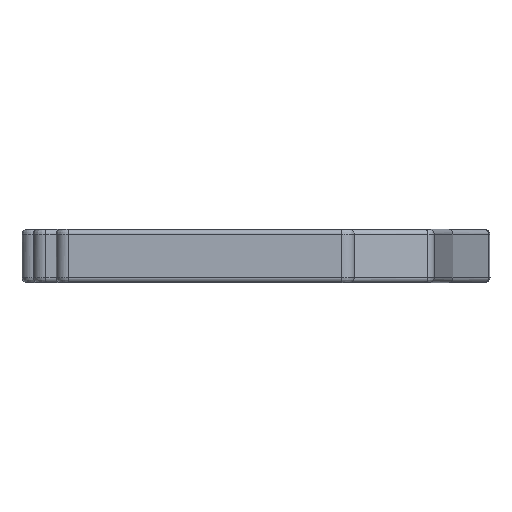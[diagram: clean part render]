
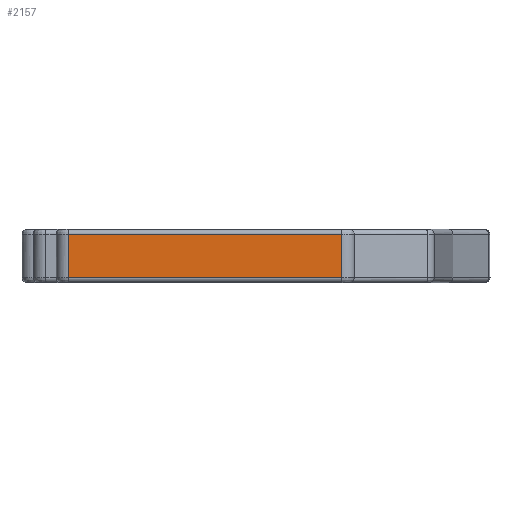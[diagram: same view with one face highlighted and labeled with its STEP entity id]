
A CAD part, left-side view. The second image highlights one B-rep face of the part: STEP entity #2157.
In plain terms, the highlighted planar face has unit normal (-1, 0, 0).
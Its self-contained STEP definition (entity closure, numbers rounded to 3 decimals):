
#218=LINE('',#2962,#389);
#270=LINE('',#6089,#441);
#284=LINE('',#6619,#455);
#285=LINE('',#6621,#456);
#389=VECTOR('',#2475,10.);
#441=VECTOR('',#2661,10.);
#455=VECTOR('',#2701,10.);
#456=VECTOR('',#2704,10.);
#548=PLANE('',#2326);
#658=FACE_OUTER_BOUND('',#793,.T.);
#793=EDGE_LOOP('',(#1800,#1801,#1802,#1803));
#947=VERTEX_POINT('',#2955);
#950=VERTEX_POINT('',#2960);
#1030=VERTEX_POINT('',#6040);
#1034=VERTEX_POINT('',#6085);
#1158=EDGE_CURVE('',#950,#947,#218,.T.);
#1297=EDGE_CURVE('',#1030,#1034,#270,.T.);
#1320=EDGE_CURVE('',#950,#1034,#284,.T.);
#1321=EDGE_CURVE('',#947,#1030,#285,.T.);
#1800=ORIENTED_EDGE('',*,*,#1158,.F.);
#1801=ORIENTED_EDGE('',*,*,#1320,.T.);
#1802=ORIENTED_EDGE('',*,*,#1297,.F.);
#1803=ORIENTED_EDGE('',*,*,#1321,.F.);
#2157=ADVANCED_FACE('',(#658),#548,.T.);
#2326=AXIS2_PLACEMENT_3D('',#6620,#2702,#2703);
#2475=DIRECTION('',(0.,1.,0.));
#2661=DIRECTION('',(0.,-1.,0.));
#2701=DIRECTION('',(0.,0.,1.));
#2702=DIRECTION('center_axis',(-1.,0.,
0.));
#2703=DIRECTION('ref_axis',(0.,-1.,0.));
#2704=DIRECTION('',(0.,0.,1.));
#2955=CARTESIAN_POINT('',(-135.858,-40.581,-10.4));
#2960=CARTESIAN_POINT('',(-135.858,-97.532,-10.4));
#2962=CARTESIAN_POINT('',(-135.858,-60.115,-10.4));
#6040=CARTESIAN_POINT('',(-135.858,-40.581,-1.3));
#6085=CARTESIAN_POINT('',(-135.858,-97.532,-1.3));
#6089=CARTESIAN_POINT('',(-135.858,-60.115,-1.3));
#6619=CARTESIAN_POINT('',(-135.858,-97.532,-11.4));
#6620=CARTESIAN_POINT('Origin',(-135.858,-40.581,-11.4));
#6621=CARTESIAN_POINT('',(-135.858,-40.581,-11.4));
